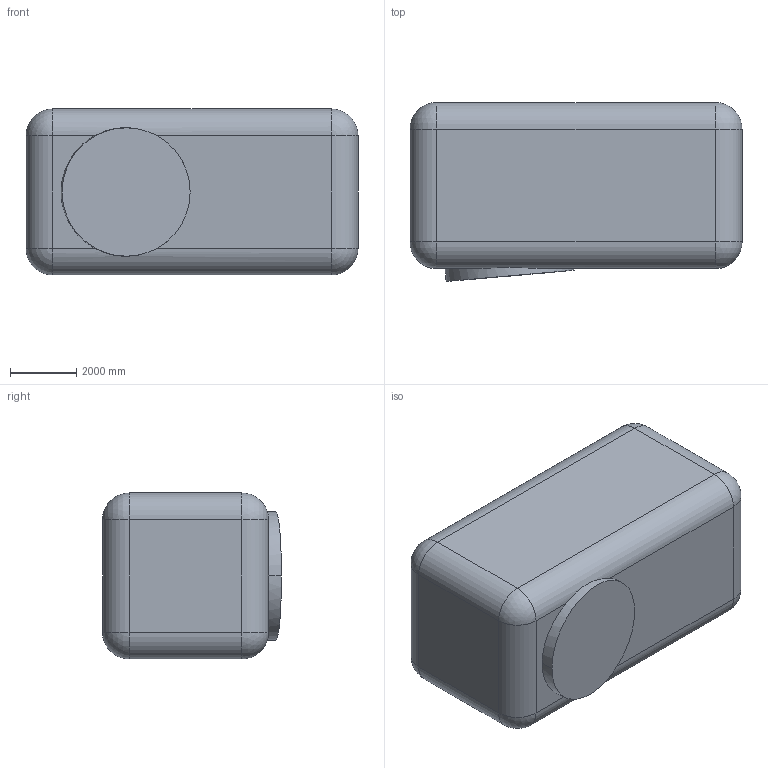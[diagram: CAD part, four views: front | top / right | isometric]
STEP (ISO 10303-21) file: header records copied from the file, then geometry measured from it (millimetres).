
FILE_DESCRIPTION (( 'STEP AP214' ), '1' );
FILE_NAME ('NREL_nacelle.STEP', '2021-06-01T16:20:16', ( '' ), ( '' ), 'SwSTEP 2.0', 'SolidWorks 2021', '' );
FILE_SCHEMA (( 'AUTOMOTIVE_DESIGN' ));
Length unit declared in the file: millimetre
Products named in the file (1): NREL_nacelle
Bounding box: 10000 x 5388.03 x 5000 mm (x, y, z)
Volume: 242293278079.6 mm3; surface area: 224504518.5 mm2
Topology: 1 solids, 1 shells, 30 faces, 68 edges, 32 vertices
Faces by surface type: cylinder 14, plane 8, sphere 8
Entity records: 876 total; most frequent: CARTESIAN_POINT 223, DIRECTION 142, ORIENTED_EDGE 120, EDGE_CURVE 60, AXIS2_PLACEMENT_3D 57, VERTEX_POINT 32, EDGE_LOOP 30, ADVANCED_FACE 30
